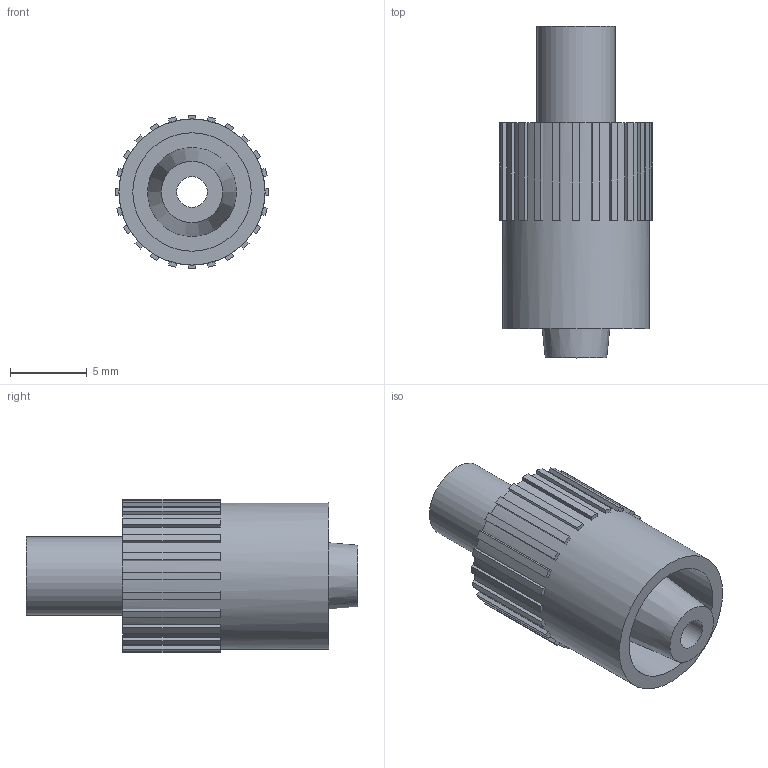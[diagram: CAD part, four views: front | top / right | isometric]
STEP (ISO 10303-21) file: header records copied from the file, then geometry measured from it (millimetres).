
FILE_DESCRIPTION(/* description */ ('Alibre Inc.'),/* implementation_level */ '2;1');
FILE_NAME(/* name */ 'export0',/* time_stamp */ '2015-07-05T23:08:35+12:00',/* author */ (''),/* organization */ (''),/* preprocessor_version */ 'ST-DEVELOPER v14',/* originating_system */ 'Alibre',/* authorisation */ '');
FILE_SCHEMA (('CONFIG_CONTROL_DESIGN'));
Length unit declared in the file: centimetre
Products named in the file (1): ID_1
Bounding box: 10 x 21.59 x 10 mm (x, y, z)
Volume: 883 mm3; surface area: 1133 mm2
Topology: 1 solids, 1 shells, 106 faces, 304 edges, 203 vertices
Faces by surface type: plane 101, cylinder 4, cone 1
Full cylindrical faces by diameter (mm): 2 x1, 5.08 x1, 7.7 x1, 9.5 x1
Entity records: 3283 total; most frequent: ORIENTED_EDGE 594, CARTESIAN_POINT 581, DIRECTION 419, EDGE_CURVE 297, VECTOR 240, LINE 240, VERTEX_POINT 201, AXIS2_PLACEMENT_3D 140
